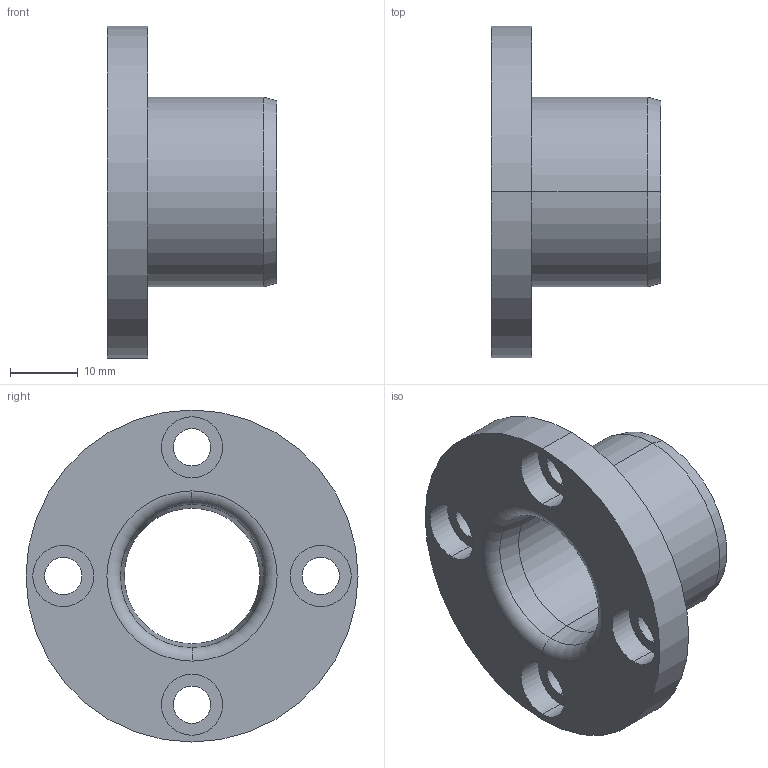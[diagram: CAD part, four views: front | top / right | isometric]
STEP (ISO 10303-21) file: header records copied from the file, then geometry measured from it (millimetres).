
FILE_DESCRIPTION (( 'STEP AP203' ), '1' );
FILE_NAME ('C-MUTZ20-25_203.STEP', '2020-11-10T00:52:24', ( '' ), ( '' ), 'SwSTEP 2.0', 'SolidWorks 2017', '' );
FILE_SCHEMA (( 'CONFIG_CONTROL_DESIGN' ));
Length unit declared in the file: millimetre
Products named in the file (1): C-MUTZ20-25_203
Bounding box: 25 x 49 x 49 mm (x, y, z)
Volume: 13681.8 mm3; surface area: 7514.6 mm2
Topology: 1 solids, 1 shells, 39 faces, 86 edges, 54 vertices
Faces by surface type: cylinder 22, plane 7, cone 6, torus 4
Entity records: 1195 total; most frequent: DIRECTION 224, CARTESIAN_POINT 180, ORIENTED_EDGE 172, AXIS2_PLACEMENT_3D 98, EDGE_CURVE 86, CIRCLE 58, VERTEX_POINT 54, EDGE_LOOP 54
